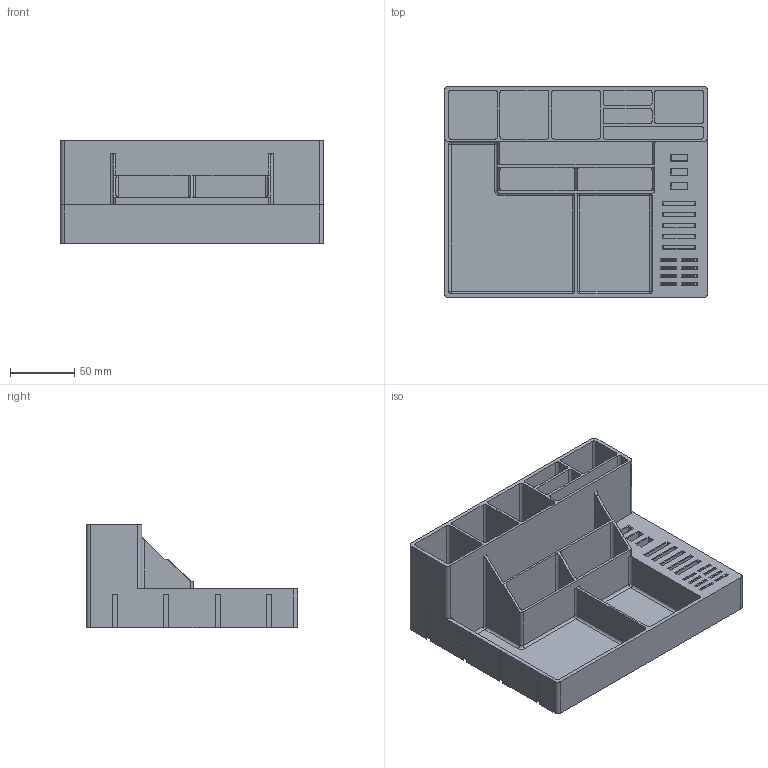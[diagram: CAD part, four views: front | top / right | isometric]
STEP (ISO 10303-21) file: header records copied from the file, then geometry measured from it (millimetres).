
FILE_DESCRIPTION(('FreeCAD Model'),'2;1');
FILE_NAME('Open CASCADE Shape Model','2024-08-28T13:31:54',(''),(''), 'Open CASCADE STEP processor 7.6','FreeCAD','Unknown');
FILE_SCHEMA(('AUTOMOTIVE_DESIGN { 1 0 10303 214 1 1 1 1 }'));
Length unit declared in the file: millimetre
Products named in the file (1): Desk_Organizer2_Main
Bounding box: 204 x 164 x 80 mm (x, y, z)
Volume: 396485.9 mm3; surface area: 240733.7 mm2
Topology: 1 solids, 1 shells, 345 faces, 878 edges, 549 vertices
Faces by surface type: plane 271, cylinder 64, sphere 9, torus 1
Entity records: 10146 total; most frequent: CARTESIAN_POINT 1764, ORIENTED_EDGE 1738, DIRECTION 1690, EDGE_CURVE 869, LINE 740, VECTOR 740, VERTEX_POINT 549, AXIS2_PLACEMENT_3D 475
